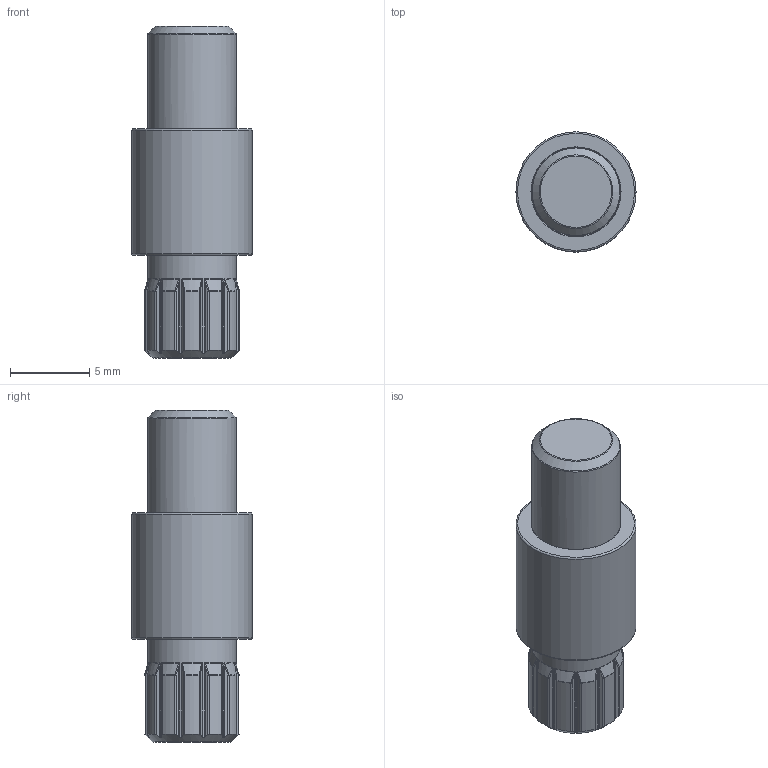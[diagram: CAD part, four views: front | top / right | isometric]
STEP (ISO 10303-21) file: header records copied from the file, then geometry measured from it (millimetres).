
FILE_DESCRIPTION (( 'STEP AP203' ), '1' );
FILE_NAME ('30-STIFT.step', '2023-03-16T11:00:02', ( '' ), ( '' ), 'SwSTEP 2.0', 'SolidWorks 2018', '' );
FILE_SCHEMA (( 'CONFIG_CONTROL_DESIGN' ));
Length unit declared in the file: millimetre
Products named in the file (3): 30-STIFT Teil2_30-STIFT Teil2 Keyshot; 30-STIFT; 30-STIFT Teil1_30-STIFT Teil1 Keyshot
Assembly tree (2 placements, depth 2):
  30-STIFT
    30-STIFT Teil1_30-STIFT Teil1 Keyshot
    30-STIFT Teil2_30-STIFT Teil2 Keyshot
Bounding box: 7.6 x 7.6 x 21 mm (x, y, z)
Volume: 691.9 mm3; surface area: 793.4 mm2
Topology: 2 solids, 2 shells, 208 faces, 487 edges, 283 vertices
Faces by surface type: cylinder 63, bspline 48, torus 31, plane 28, sphere 24, cone 14
Full cylindrical faces by diameter (mm): 5.6 x2, 7.6 x1
Entity records: 7453 total; most frequent: CARTESIAN_POINT 2881, ORIENTED_EDGE 940, DIRECTION 838, EDGE_CURVE 470, AXIS2_PLACEMENT_3D 371, VERTEX_POINT 278, EDGE_LOOP 222, FACE_OUTER_BOUND 218
